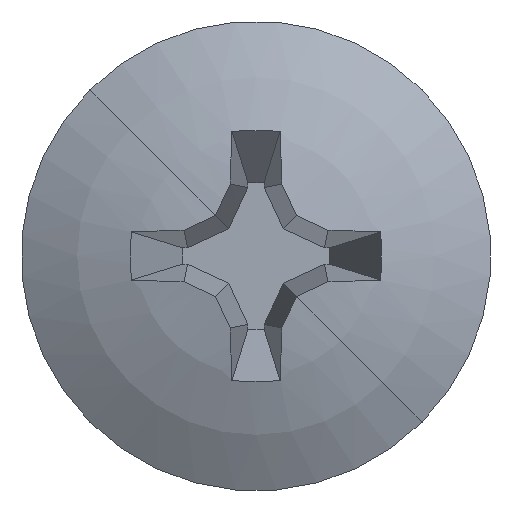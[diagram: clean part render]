
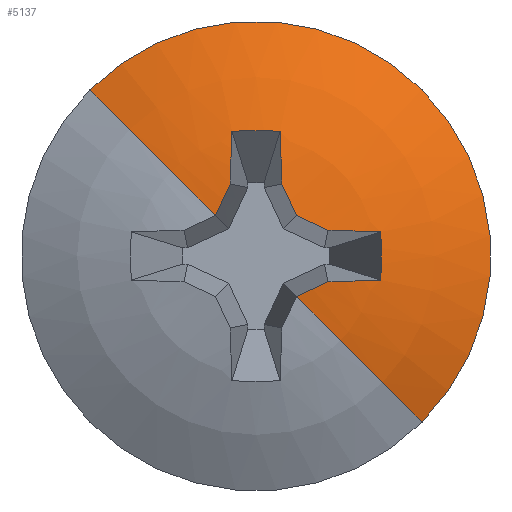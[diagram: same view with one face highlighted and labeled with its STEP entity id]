
A CAD part, left-side view. The second image highlights one B-rep face of the part: STEP entity #5137.
In plain terms, the highlighted spherical face has radius 11.711 mm.
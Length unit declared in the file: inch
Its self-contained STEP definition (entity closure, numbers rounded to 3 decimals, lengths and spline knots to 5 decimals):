
#2288=CARTESIAN_POINT('',(0.29107,0.,0.));
#2289=DIRECTION('',(0.,0.,-1.));
#2290=DIRECTION('',(-0.853,-0.523,0.));
#2291=AXIS2_PLACEMENT_3D('',#2288,#2289,#2290);
#2298=CARTESIAN_POINT('',(0.29107,0.,0.));
#2299=DIRECTION('',(0.,0.,1.));
#2300=DIRECTION('',(-0.853,0.523,0.));
#2301=AXIS2_PLACEMENT_3D('',#2298,#2299,#2300);
#2344=CARTESIAN_POINT('',(-0.1633,-0.07081,
0.03344));
#2345=CARTESIAN_POINT('',(-0.1635,-0.07028,
0.0319));
#2346=CARTESIAN_POINT('',(-0.16387,-0.06921,
0.02881));
#2347=CARTESIAN_POINT('',(-0.16438,-0.06762,
0.02422));
#2348=CARTESIAN_POINT('',(-0.16484,-0.066,
0.0196));
#2349=CARTESIAN_POINT('',(-0.16525,-0.06436,
0.01492));
#2350=CARTESIAN_POINT('',(-0.16562,-0.06267,
0.01012));
#2351=CARTESIAN_POINT('',(-0.16594,-0.06092,
0.00518));
#2352=CARTESIAN_POINT('',(-0.16612,-0.0597,
0.00175));
#2353=CARTESIAN_POINT('',(-0.1662,-0.05908,0.));
#2355=CARTESIAN_POINT('',(0.28537,0.0276,
0.0276));
#2356=DIRECTION('',(-0.144,0.7,0.7));
#2357=DIRECTION('',(-0.977,-0.214,0.013));
#2358=AXIS2_PLACEMENT_3D('',#2355,#2356,#2357);
#2360=CARTESIAN_POINT('',(0.26025,0.0463,
-0.0463));
#2361=DIRECTION('',(-0.426,0.64,-0.64));
#2362=DIRECTION('',(-0.903,-0.339,0.262));
#2363=AXIS2_PLACEMENT_3D('',#2360,#2361,#2362);
#2365=CARTESIAN_POINT('',(0.28537,-0.0276,
-0.0276));
#2366=DIRECTION('',(0.144,0.7,0.7));
#2367=DIRECTION('',(-0.977,-0.013,0.214));
#2368=AXIS2_PLACEMENT_3D('',#2365,#2366,#2367);
#2370=CARTESIAN_POINT('',(-0.1662,0.,0.05908));
#2371=CARTESIAN_POINT('',(-0.16603,-0.00363,
0.06037));
#2372=CARTESIAN_POINT('',(-0.1656,-0.01086,
0.06294));
#2373=CARTESIAN_POINT('',(-0.1647,-0.02144,
0.06666));
#2374=CARTESIAN_POINT('',(-0.16382,-0.02934,
0.06939));
#2375=CARTESIAN_POINT('',(-0.1633,-0.03344,
0.07081));
#2377=CARTESIAN_POINT('',(-0.1633,0.03344,
0.07081));
#2378=CARTESIAN_POINT('',(-0.16383,0.02931,
0.06939));
#2379=CARTESIAN_POINT('',(-0.16471,0.02138,
0.06663));
#2380=CARTESIAN_POINT('',(-0.16561,0.01077,
0.06291));
#2381=CARTESIAN_POINT('',(-0.16603,0.00359,
0.06036));
#2382=CARTESIAN_POINT('',(-0.1662,0.,0.05908));
#2384=CARTESIAN_POINT('',(0.28537,0.0276,
-0.0276));
#2385=DIRECTION('',(0.144,-0.7,0.7));
#2386=DIRECTION('',(-0.95,0.099,0.295));
#2387=AXIS2_PLACEMENT_3D('',#2384,#2385,#2386);
#2389=CARTESIAN_POINT('',(0.26025,-0.0463,
-0.0463));
#2390=DIRECTION('',(0.426,0.64,0.64));
#2391=DIRECTION('',(-0.903,0.339,0.262));
#2392=AXIS2_PLACEMENT_3D('',#2389,#2390,#2391);
#2394=CARTESIAN_POINT('',(0.28537,-0.0276,
0.0276));
#2395=DIRECTION('',(0.144,0.7,-0.7));
#2396=DIRECTION('',(-0.977,0.214,0.013));
#2397=AXIS2_PLACEMENT_3D('',#2394,#2395,#2396);
#2399=CARTESIAN_POINT('',(-0.1662,0.05908,0.));
#2400=CARTESIAN_POINT('',(-0.16612,0.0597,
0.00174));
#2401=CARTESIAN_POINT('',(-0.16594,0.06091,
0.00515));
#2402=CARTESIAN_POINT('',(-0.16562,0.06266,
0.01008));
#2403=CARTESIAN_POINT('',(-0.16526,0.06435,
0.01487));
#2404=CARTESIAN_POINT('',(-0.16484,0.06599,
0.01955));
#2405=CARTESIAN_POINT('',(-0.16438,0.0676,
0.02418));
#2406=CARTESIAN_POINT('',(-0.16388,0.0692,
0.02879));
#2407=CARTESIAN_POINT('',(-0.1635,0.07028,
0.03189));
#2408=CARTESIAN_POINT('',(-0.1633,0.07081,
0.03344));
#2410=CARTESIAN_POINT('',(-0.102,0.,0.));
#2411=DIRECTION('',(1.,0.,0.));
#2412=DIRECTION('',(0.,1.,0.));
#2413=AXIS2_PLACEMENT_3D('',#2410,#2411,#2412);
#2570=CARTESIAN_POINT('',(-0.102,0.241,0.));
#2572=VERTEX_POINT('',#2570);
#2574=CARTESIAN_POINT('',(-0.102,-0.241,0.));
#2576=VERTEX_POINT('',#2574);
#2675=VERTEX_POINT('',#2344);
#2676=VERTEX_POINT('',#2353);
#2677=CARTESIAN_POINT('',(-0.15115,-0.10803,
0.07317));
#2678=VERTEX_POINT('',#2677);
#2679=CARTESIAN_POINT('',(-0.15115,-0.07317,
0.10803));
#2680=VERTEX_POINT('',#2679);
#2681=CARTESIAN_POINT('',(-0.1633,-0.03344,
0.07081));
#2682=VERTEX_POINT('',#2681);
#2683=VERTEX_POINT('',#2370);
#2684=VERTEX_POINT('',#2377);
#2685=CARTESIAN_POINT('',(-0.15115,0.07317,
0.10803));
#2686=VERTEX_POINT('',#2685);
#2687=CARTESIAN_POINT('',(-0.15115,0.10803,
0.07317));
#2688=VERTEX_POINT('',#2687);
#2689=CARTESIAN_POINT('',(-0.1633,0.07081,
0.03344));
#2690=VERTEX_POINT('',#2689);
#2691=VERTEX_POINT('',#2399);
#5108=CARTESIAN_POINT('',(0.29107,0.,0.));
#5109=DIRECTION('',(1.,0.,0.));
#5110=DIRECTION('',(0.,-1.,0.));
#5111=AXIS2_PLACEMENT_3D('',#5108,#5109,#5110);
#5112=SPHERICAL_SURFACE('',#5111,0.46107);
#5114=ORIENTED_EDGE('',*,*,#5113,.F.);
#5116=ORIENTED_EDGE('',*,*,#5115,.T.);
#5118=ORIENTED_EDGE('',*,*,#5117,.T.);
#5120=ORIENTED_EDGE('',*,*,#5119,.F.);
#5122=ORIENTED_EDGE('',*,*,#5121,.F.);
#5124=ORIENTED_EDGE('',*,*,#5123,.F.);
#5126=ORIENTED_EDGE('',*,*,#5125,.F.);
#5128=ORIENTED_EDGE('',*,*,#5127,.F.);
#5130=ORIENTED_EDGE('',*,*,#5129,.F.);
#5131=ORIENTED_EDGE('',*,*,#5098,.F.);
#5132=ORIENTED_EDGE('',*,*,#5001,.F.);
#5133=ORIENTED_EDGE('',*,*,#4961,.T.);
#5134=ORIENTED_EDGE('',*,*,#4998,.T.);
#5135=EDGE_LOOP('',(#5114,#5116,#5118,#5120,#5122,#5124,#5126,#5128,#5130,#5131,
#5132,#5133,#5134));
#5136=FACE_OUTER_BOUND('',#5135,.F.);
#2292=CIRCLE('',#2291,0.46107);
#2302=CIRCLE('',#2301,0.46107);
#2354=B_SPLINE_CURVE_WITH_KNOTS('',3,(#2344,#2345,#2346,#2347,#2348,#2349,#2350,
#2351,#2352,#2353),.UNSPECIFIED.,.F.,.F.,(4,1,1,1,1,1,1,4),(0.,
0.14286,0.28571,0.42857,0.57143,
0.71429,0.85714,1.),.UNSPECIFIED.);
#2359=CIRCLE('',#2358,0.45938);
#2364=CIRCLE('',#2363,0.45535);
#2369=CIRCLE('',#2368,0.45938);
#2376=B_SPLINE_CURVE_WITH_KNOTS('',3,(#2370,#2371,#2372,#2373,#2374,#2375),
.UNSPECIFIED.,.F.,.F.,(4,1,1,4),(0.,0.33333,0.66667,1.),
.UNSPECIFIED.);
#2383=B_SPLINE_CURVE_WITH_KNOTS('',3,(#2377,#2378,#2379,#2380,#2381,#2382),
.UNSPECIFIED.,.F.,.F.,(4,1,1,4),(0.,0.33333,0.66667,1.),
.UNSPECIFIED.);
#2388=CIRCLE('',#2387,0.45938);
#2393=CIRCLE('',#2392,0.45535);
#2398=CIRCLE('',#2397,0.45938);
#2409=B_SPLINE_CURVE_WITH_KNOTS('',3,(#2399,#2400,#2401,#2402,#2403,#2404,#2405,
#2406,#2407,#2408),.UNSPECIFIED.,.F.,.F.,(4,1,1,1,1,1,1,4),(0.,
0.14286,0.28571,0.42857,0.57143,
0.71429,0.85714,1.),.UNSPECIFIED.);
#2414=CIRCLE('',#2413,0.241);
#4961=EDGE_CURVE('',#2572,#2576,#2414,.T.);
#4998=EDGE_CURVE('',#2576,#2676,#2292,.T.);
#5001=EDGE_CURVE('',#2572,#2691,#2302,.T.);
#5098=EDGE_CURVE('',#2691,#2690,#2409,.T.);
#5113=EDGE_CURVE('',#2675,#2676,#2354,.T.);
#5115=EDGE_CURVE('',#2675,#2678,#2359,.T.);
#5117=EDGE_CURVE('',#2678,#2680,#2364,.T.);
#5119=EDGE_CURVE('',#2682,#2680,#2369,.T.);
#5121=EDGE_CURVE('',#2683,#2682,#2376,.T.);
#5123=EDGE_CURVE('',#2684,#2683,#2383,.T.);
#5125=EDGE_CURVE('',#2686,#2684,#2388,.T.);
#5127=EDGE_CURVE('',#2688,#2686,#2393,.T.);
#5129=EDGE_CURVE('',#2690,#2688,#2398,.T.);
#5137=ADVANCED_FACE('',(#5136),#5112,.T.);
